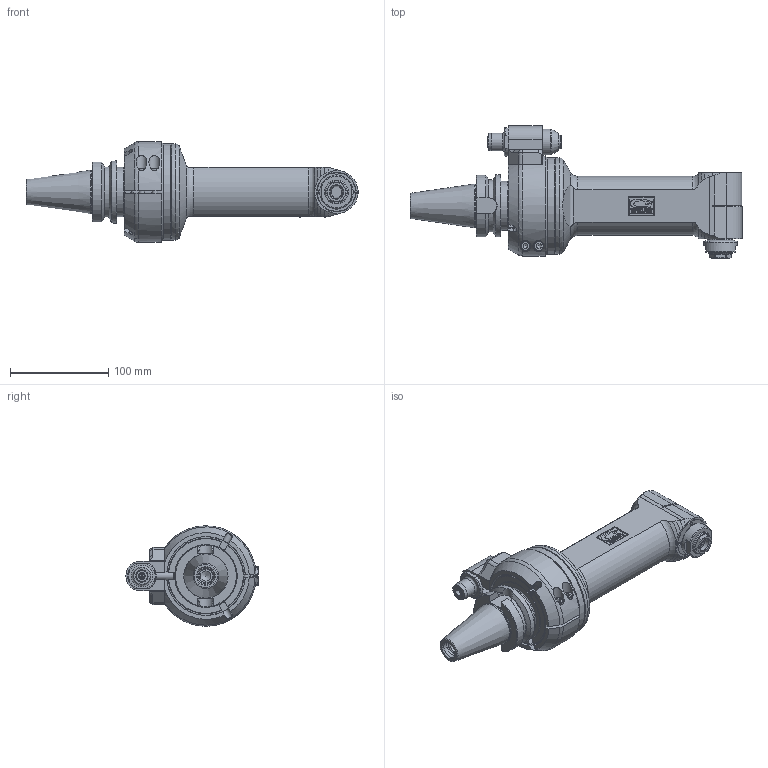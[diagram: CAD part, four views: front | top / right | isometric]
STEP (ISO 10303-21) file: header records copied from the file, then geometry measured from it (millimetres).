
FILE_DESCRIPTION(/* description */ (''),/* implementation_level */ '2;1');
FILE_NAME(/* name */ '9.F90.10L00-1B40.stp',/* time_stamp */ '2022-03-30T11:53:31-04:00',/* author */ ('jkrenzer'),/* organization */ (''),/* preprocessor_version */ 'ST-DEVELOPER v16.13',/* originating_system */ 'Autodesk Inventor 2018',/* authorisation */ '');
FILE_SCHEMA (('AUTOMOTIVE_DESIGN { 1 0 10303 214 3 1 1 }'));
Products named in the file (3): 9.F90.10L00-1B40; 9_F90_10L00; 9_GA1_346_2   (Type 1, BT40, 65mm)
Assembly tree (2 placements, depth 2):
  9.F90.10L00-1B40
    9_F90_10L00
    9_GA1_346_2   (Type 1, BT40, 65mm)
Bounding box: 337.32 x 134.25 x 101.99 mm (x, y, z)
Volume: 928663.9 mm3; surface area: 166997.4 mm2
Topology: 8 solids, 9 shells, 581 faces, 1635 edges, 1139 vertices
Faces by surface type: plane 260, cylinder 150, cone 132, torus 29, bspline 8, sphere 2
Full cylindrical faces by diameter (mm): 2.5 x3, 2.6 x2, 3 x2, 3.2 x8, 4.2 x4, 5 x2, 6 x4, 6.5 x1, 7 x1, 8 x2, 8.5 x20, 10 x4, 10.4 x2, 11 x3, 12 x3, 12.5 x1, 13 x2, 14 x2, 16.5 x1, 17 x1, 17.6 x1, 17.943 x1, 18 x2, 19 x1, 23 x1, 24 x1, 24.5 x1, 25 x1, 25.3 x1, 26 x1
Entity records: 48081 total; most frequent: CARTESIAN_POINT 34282, ORIENTED_EDGE 2740, DIRECTION 2725, EDGE_CURVE 1369, VERTEX_POINT 1051, AXIS2_PLACEMENT_3D 1016, EDGE_LOOP 840, LINE 693
